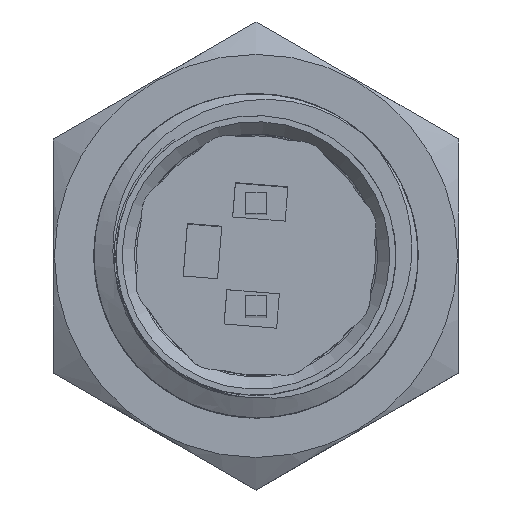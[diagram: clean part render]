
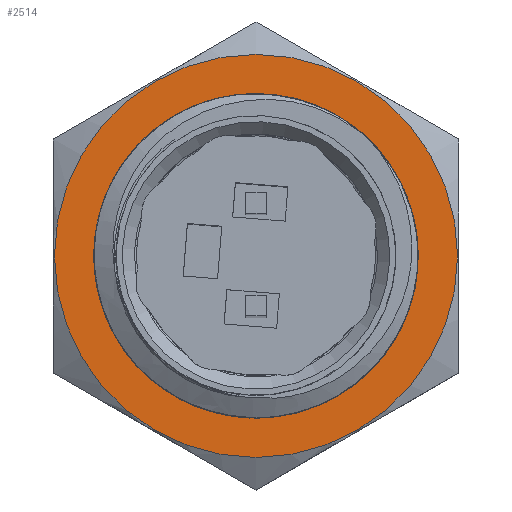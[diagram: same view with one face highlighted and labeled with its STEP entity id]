
A CAD part, top view. The second image highlights one B-rep face of the part: STEP entity #2514.
In plain terms, the highlighted face is planar.
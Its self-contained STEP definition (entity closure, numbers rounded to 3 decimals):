
#167=FACE_BOUND('',#880,.T.);
#188=PLANE('',#2697);
#705=FACE_OUTER_BOUND('',#879,.T.);
#879=EDGE_LOOP('',(#1842));
#880=EDGE_LOOP('',(#1843));
#1033=CIRCLE('',#2684,4.974);
#1036=CIRCLE('',#2691,3.6);
#1166=VERTEX_POINT('',#5651);
#1175=VERTEX_POINT('',#5688);
#1411=EDGE_CURVE('',#1166,#1166,#1033,.T.);
#1423=EDGE_CURVE('',#1175,#1175,#1036,.T.);
#1842=ORIENTED_EDGE('',*,*,#1411,.T.);
#1843=ORIENTED_EDGE('',*,*,#1423,.T.);
#2514=ADVANCED_FACE('',(#705,#167),#188,.F.);
#2684=AXIS2_PLACEMENT_3D('',#5652,#3033,#3034);
#2691=AXIS2_PLACEMENT_3D('',#5689,#3050,#3051);
#2697=AXIS2_PLACEMENT_3D('',#5698,#3065,#3066);
#3033=DIRECTION('center_axis',(0.,0.,-1.));
#3034=DIRECTION('ref_axis',(0.,1.,0.));
#3050=DIRECTION('center_axis',(0.,0.,1.));
#3051=DIRECTION('ref_axis',(-1.,0.,0.));
#3065=DIRECTION('center_axis',(0.,0.,1.));
#3066=DIRECTION('ref_axis',(1.,0.,0.));
#5651=CARTESIAN_POINT('',(0.,4.974,0.));
#5652=CARTESIAN_POINT('Origin',(0.,0.,0.));
#5688=CARTESIAN_POINT('',(3.6,0.,0.));
#5689=CARTESIAN_POINT('Origin',(0.,0.,0.));
#5698=CARTESIAN_POINT('Origin',(0.,0.,0.));
